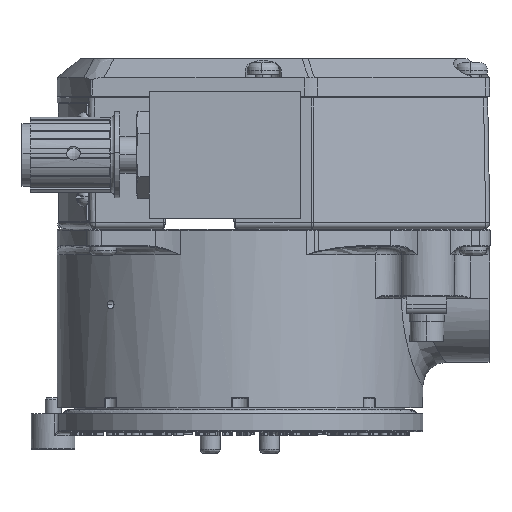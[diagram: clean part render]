
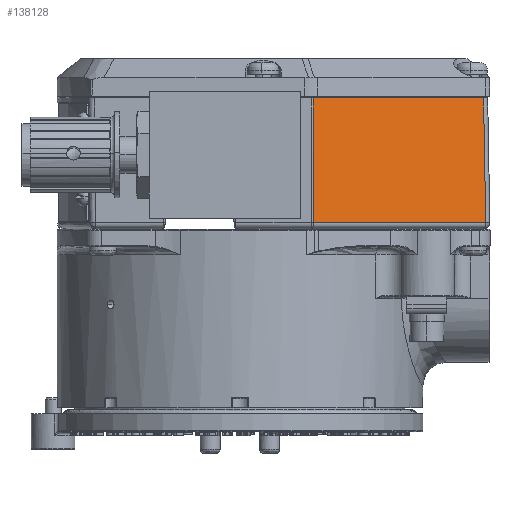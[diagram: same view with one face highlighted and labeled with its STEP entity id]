
A CAD part, front view. The second image highlights one B-rep face of the part: STEP entity #138128.
In plain terms, the highlighted planar face has unit normal (0.342, -0.94, 0.018).
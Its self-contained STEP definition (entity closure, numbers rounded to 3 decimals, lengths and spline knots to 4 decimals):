
#3939 = VECTOR ( 'NONE', #7471, 39.3701 ) ;
#7471 = DIRECTION ( 'NONE',  ( -0.017, 0.012, 1. ) ) ;
#18676 = DIRECTION ( 'NONE',  ( -0.94, -0.342, 0. ) ) ;
#28312 = CARTESIAN_POINT ( 'NONE',  ( -0.0494, -0.6903, 0.4235 ) ) ;
#30228 = ORIENTED_EDGE ( 'NONE', *, *, #140665, .F. ) ;
#33420 = CARTESIAN_POINT ( 'NONE',  ( -0.0153, -0.655, 1.6586 ) ) ;
#35464 = ORIENTED_EDGE ( 'NONE', *, *, #39154, .T. ) ;
#39154 = EDGE_CURVE ( 'NONE', #161544, #161810, #141979, .T. ) ;
#43822 = CARTESIAN_POINT ( 'NONE',  ( -0.0075, -0.6763, 0.3604 ) ) ;
#43841 = VECTOR ( 'NONE', #176926, 39.3701 ) ;
#46724 = DIRECTION ( 'NONE',  ( 0.94, 0.342, 0. ) ) ;
#51753 = EDGE_CURVE ( 'NONE', #181747, #161544, #96587, .T. ) ;
#64939 = VECTOR ( 'NONE', #185954, 39.3701 ) ;
#72271 = LINE ( 'NONE', #102550, #43841 ) ;
#79386 = CARTESIAN_POINT ( 'NONE',  ( -1.7583, -1.2894, 1.6586 ) ) ;
#96587 = LINE ( 'NONE', #185605, #3939 ) ;
#102550 = CARTESIAN_POINT ( 'NONE',  ( -0.5043, -0.8559, 0.4235 ) ) ;
#111934 = AXIS2_PLACEMENT_3D ( 'NONE', #43822, #164180, #46724 ) ;
#126059 = ORIENTED_EDGE ( 'NONE', *, *, #188493, .T. ) ;
#135450 = VERTEX_POINT ( 'NONE', #153649 ) ;
#136737 = PLANE ( 'NONE',  #111934 ) ;
#138128 = ADVANCED_FACE ( 'NONE', ( #193532 ), #136737, .T. ) ;
#140665 = EDGE_CURVE ( 'NONE', #181747, #135450, #72271, .T. ) ;
#141979 = LINE ( 'NONE', #33420, #155028 ) ;
#153649 = CARTESIAN_POINT ( 'NONE',  ( -1.7545, -1.3109, 0.4235 ) ) ;
#153718 = LINE ( 'NONE', #79386, #64939 ) ;
#155028 = VECTOR ( 'NONE', #18676, 39.3701 ) ;
#161544 = VERTEX_POINT ( 'NONE', #180494 ) ;
#161810 = VERTEX_POINT ( 'NONE', #174533 ) ;
#164180 = DIRECTION ( 'NONE',  ( 0.342, -0.94, 0.017 ) ) ;
#169007 = EDGE_LOOP ( 'NONE', ( #126059, #30228, #179948, #35464 ) ) ;
#174533 = CARTESIAN_POINT ( 'NONE',  ( -1.7583, -1.2894, 1.6586 ) ) ;
#176926 = DIRECTION ( 'NONE',  ( -0.94, -0.342, 0. ) ) ;
#179948 = ORIENTED_EDGE ( 'NONE', *, *, #51753, .T. ) ;
#180494 = CARTESIAN_POINT ( 'NONE',  ( -0.071, -0.6752, 1.6586 ) ) ;
#181747 = VERTEX_POINT ( 'NONE', #28312 ) ;
#185605 = CARTESIAN_POINT ( 'NONE',  ( -0.0494, -0.6903, 0.4235 ) ) ;
#185954 = DIRECTION ( 'NONE',  ( 0.003, -0.017, -1. ) ) ;
#188493 = EDGE_CURVE ( 'NONE', #161810, #135450, #153718, .T. ) ;
#193532 = FACE_OUTER_BOUND ( 'NONE', #169007, .T. ) ;
